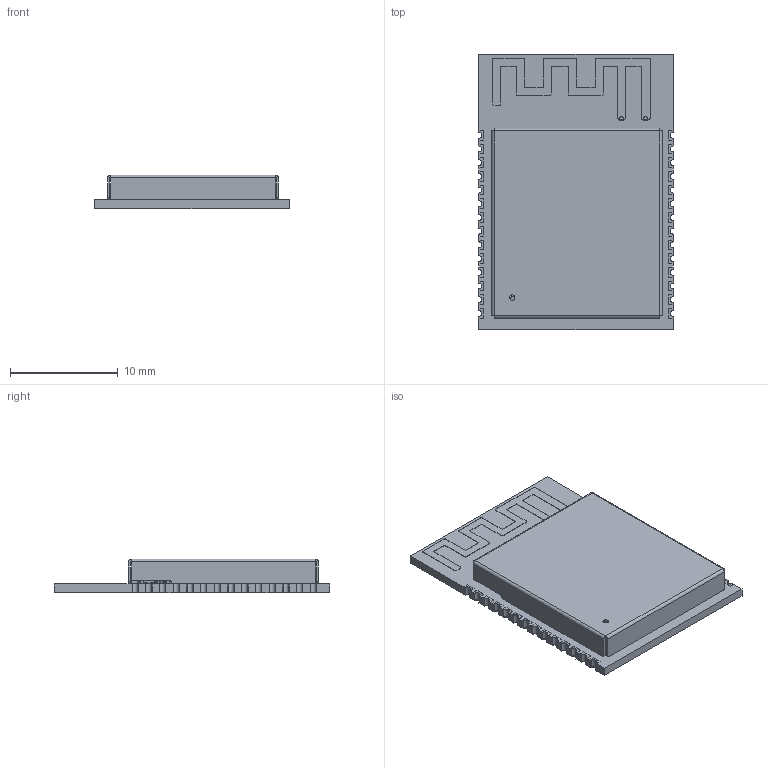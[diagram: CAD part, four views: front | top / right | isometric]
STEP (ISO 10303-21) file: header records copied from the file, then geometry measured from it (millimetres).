
FILE_DESCRIPTION (( 'STEP AP214' ), '1' );
FILE_NAME ('ESP32-C61-WROOM-1_V1-3-20250620.STEP', '2025-06-20T03:42:20', ( 'Windows User' ), ( 'P R C' ), 'SwSTEP 2.0', 'SolidWorks 2022', '' );
FILE_SCHEMA (( 'AUTOMOTIVE_DESIGN' ));
Length unit declared in the file: millimetre
Products named in the file (33): Submodel-D__3D_design_ESP32-C61_module_module_ESP32-C61-WROOM-1_PCB_ESP32-C61-WROOM-1_V1.3_20250619_PCB_3D_ImportedPartModels_SOP8_rev1_20210308.STEP; L0201_20210301.xtd; Submodel-C0201_part_C0201; Submodel-D__3D_design_ESP32-C61_module_module_ESP32-C61-WROOM-1_PCB_ESP32-C61-WROOM-1_V1.3_20250619_PCB_3D_ImportedPartModels_R0201_20210301.STEP; ESP32-C61-WROOM-1_V1-3-20250620; Submodel-D__3D_design_ESP32-C61_module_module_ESP32-C61-WROOM-1_PCB_ESP32-C61-WROOM-1_V1.3_20250619_PCB_3D_ImportedPartModels_ESP32-C61_QFN40_5X5_202506.STEP; XTAL3225_20210301.xtd; trace_1^复件 Submodel-MINI-ANT-TYPEB_668419613_part_MINI-ANT-TYPE-B; DesignRootModel; Submodel-XTAL3225_2016_part_XTAL3225_2016; Submodel-D__3D_design_ESP32-C61_module_module_ESP32-C61-WROOM-1_PCB_ESP32-C61-WROOM-1_V1.3_20250619_PCB_3D_ImportedPartModels_L0201_20210301.STEP; Imported; ESP32-C61_QFN40_5X5_202506.xtd; Submodel-R0201_part_R0201; Submodel-D__3D_design_ESP32-C61_module_module_ESP32-C61-WROOM-1_PCB_ESP32-C61-WROOM-1_V1.3_20250619_PCB_3D_ImportedPartModels_C0201_20210301.STEP; pad-0.8mm; 复件 Submodel-MINI-ANT-TYPEB_668419613_part^MINI-ANT-TYPE-B; SOD882.xtd; C0402_20210301.xtd; uid__2145; SOP8_rev1_20210308.xtd; R0201_20210301.xtd; Submodel-C0402_part_C0402; Submodel-D__3D_design_ESP32-C61_module_module_ESP32-C61-WROOM-1_PCB_ESP32-C61-WROOM-1_V1.3_20250619_PCB_3D_ImportedPartModels_XTAL3225_20210301.STEP; Submodel-QFN40_0P4_5_E3P3_part_QFN40_0P4_5_E3P3; Submodel-D__3D_design_ESP32-C61_module_module_ESP32-C61-WROOM-1_PCB_ESP32-C61-WROOM-1_V1.3_20250619_PCB_3D_ImportedPartModels_C0402_20210301.STEP; Submodel-SOD882_part_SOD882; Submodel-D__3D_design_ESP32-C61_module_module_ESP32-C61-WROOM-1_PCB_ESP32-C61-WROOM-1_V1.3_20250619_PCB_3D_ImportedPartModels_SOD882.step; Submodel-WSON8_1P27_8X6_E4P3X3P4_part_WSON8_1P27_8X6_E4P3X3P4; ESP32-WROOM-32D_shielding_case_; C0201_20210301.xtd; MINI-ANT-TYPE-B; Submodel-L0201_part_L0201
Assembly tree (83 placements, depth 5):
  ESP32-C61-WROOM-1_V1-3-20250620
    DesignRootModel
      uid__2145
      Submodel-QFN40_0P4_5_E3P3_part_QFN40_0P4_5_E3P3
        Submodel-D__3D_design_ESP32-C61_module_module_ESP32-C61-WROOM-1_PCB_ESP32-C61-WROOM-1_V1.3_20250619_PCB_3D_ImportedPartModels_ESP32-C61_QFN40_5X5_202506.STEP
          ESP32-C61_QFN40_5X5_202506.xtd
      Submodel-C0201_part_C0201  x16
        Submodel-D__3D_design_ESP32-C61_module_module_ESP32-C61-WROOM-1_PCB_ESP32-C61-WROOM-1_V1.3_20250619_PCB_3D_ImportedPartModels_C0201_20210301.STEP
          C0201_20210301.xtd
      Submodel-WSON8_1P27_8X6_E4P3X3P4_part_WSON8_1P27_8X6_E4P3X3P4
        Submodel-D__3D_design_ESP32-C61_module_module_ESP32-C61-WROOM-1_PCB_ESP32-C61-WROOM-1_V1.3_20250619_PCB_3D_ImportedPartModels_SOP8_rev1_20210308.STEP
          SOP8_rev1_20210308.xtd
      Submodel-L0201_part_L0201  x3
        Submodel-D__3D_design_ESP32-C61_module_module_ESP32-C61-WROOM-1_PCB_ESP32-C61-WROOM-1_V1.3_20250619_PCB_3D_ImportedPartModels_L0201_20210301.STEP
          L0201_20210301.xtd
      Submodel-XTAL3225_2016_part_XTAL3225_2016
        Submodel-D__3D_design_ESP32-C61_module_module_ESP32-C61-WROOM-1_PCB_ESP32-C61-WROOM-1_V1.3_20250619_PCB_3D_ImportedPartModels_XTAL3225_20210301.STEP
          XTAL3225_20210301.xtd
      Submodel-R0201_part_R0201  x8
        Submodel-D__3D_design_ESP32-C61_module_module_ESP32-C61-WROOM-1_PCB_ESP32-C61-WROOM-1_V1.3_20250619_PCB_3D_ImportedPartModels_R0201_20210301.STEP
          R0201_20210301.xtd
      Submodel-SOD882_part_SOD882
        Submodel-D__3D_design_ESP32-C61_module_module_ESP32-C61-WROOM-1_PCB_ESP32-C61-WROOM-1_V1.3_20250619_PCB_3D_ImportedPartModels_SOD882.step
          SOD882.xtd
      Submodel-C0402_part_C0402
        Submodel-D__3D_design_ESP32-C61_module_module_ESP32-C61-WROOM-1_PCB_ESP32-C61-WROOM-1_V1.3_20250619_PCB_3D_ImportedPartModels_C0402_20210301.STEP
          C0402_20210301.xtd
    Imported
    MINI-ANT-TYPE-B
      复件 Submodel-MINI-ANT-TYPEB_668419613_part^MINI-ANT-TYPE-B
        trace_1^复件 Submodel-MINI-ANT-TYPEB_668419613_part_MINI-ANT-TYPE-B
    pad-0.8mm  x28
    ESP32-WROOM-32D_shielding_case_
Bounding box: 18 x 25.5 x 3.14 mm (x, y, z)
Volume: 507.7 mm3; surface area: 2339.2 mm2
Topology: 219 solids, 220 shells, 3337 faces, 8108 edges, 5116 vertices
Faces by surface type: plane 2363, cylinder 742, bspline 232
Entity records: 83579 total; most frequent: CARTESIAN_POINT 14614, ORIENTED_EDGE 9512, DIRECTION 9280, EDGE_CURVE 4756, VECTOR 3916, LINE 3916, VERTEX_POINT 3124, AXIS2_PLACEMENT_3D 2682
